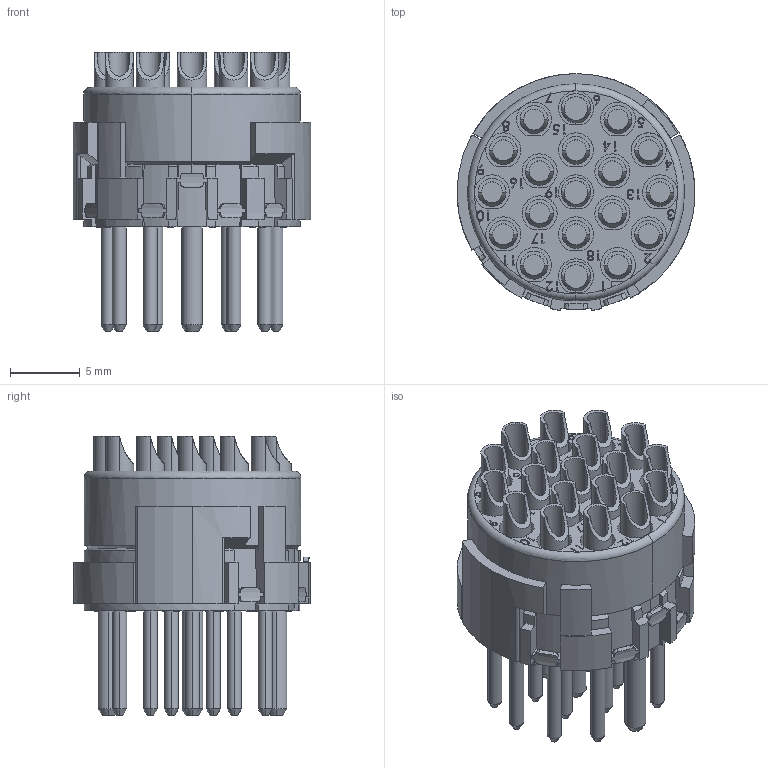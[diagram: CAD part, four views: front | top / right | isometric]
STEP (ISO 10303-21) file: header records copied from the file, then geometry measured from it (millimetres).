
FILE_DESCRIPTION(('CATIA V5 STEP Exchange','CAx-IF Rec.Pracs.--- Model Styling and Organization---1.4--- 2014-01-23'),'2;1');
FILE_NAME ('009227-1_0', '2021-02-01T12:23:18+00:00', ('none'), ('Weidmueller'), 'CATIA Version 5-6 Release 2016 SP3 HF44', 'CATIA V5 STEP AP214', 'none');
FILE_SCHEMA(('AUTOMOTIVE_DESIGN { 1 0 10303 214 1 1 1 1 }'));
Length unit declared in the file: millimetre
Products named in the file (1): 1224390000
Bounding box: 17 x 16.93 x 20 mm (x, y, z)
Volume: 2141.7 mm3; surface area: 2407.9 mm2
Topology: 68 solids, 68 shells, 667 faces, 1915 edges, 1406 vertices
Faces by surface type: plane 335, cylinder 258, cone 65, bspline 7, torus 2
Entity records: 26734 total; most frequent: CARTESIAN_POINT 9988, ORIENTED_EDGE 3830, DIRECTION 2634, EDGE_CURVE 1915, VERTEX_POINT 1406, AXIS2_PLACEMENT_3D 1100, VECTOR 961, LINE 961
